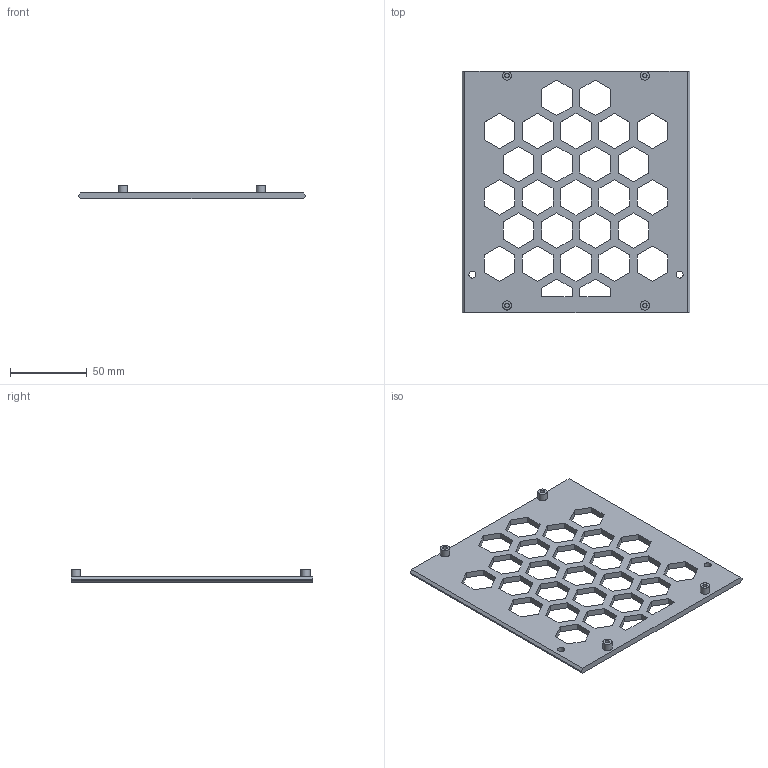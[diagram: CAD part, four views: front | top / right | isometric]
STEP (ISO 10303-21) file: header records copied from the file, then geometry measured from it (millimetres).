
FILE_DESCRIPTION(/* description */ (''),/* implementation_level */ '2;1');
FILE_NAME(/* name */ 'MCU Tray - Octopus.step',/* time_stamp */ '2022-05-19T09:38:58-05:00',/* author */ (''),/* organization */ (''),/* preprocessor_version */ 'ST-DEVELOPER v18.1',/* originating_system */ 'Autodesk Translation Framework v10.14.0.1471',/* authorisation */ '');
FILE_SCHEMA (('AUTOMOTIVE_DESIGN { 1 0 10303 214 3 1 1 }'));
Length unit declared in the file: millimetre
Products named in the file (1): Board Tray - Octopus
Bounding box: 148.6 x 157.85 x 9 mm (x, y, z)
Volume: 57083.6 mm3; surface area: 38638.8 mm2
Topology: 1 solids, 1 shells, 188 faces, 536 edges, 357 vertices
Faces by surface type: plane 178, cylinder 10
Full cylindrical faces by diameter (mm): 2.8 x4, 4.6 x2, 6 x4
Entity records: 6162 total; most frequent: CARTESIAN_POINT 1082, ORIENTED_EDGE 1072, DIRECTION 935, EDGE_CURVE 536, LINE 515, VECTOR 515, VERTEX_POINT 357, EDGE_LOOP 253
